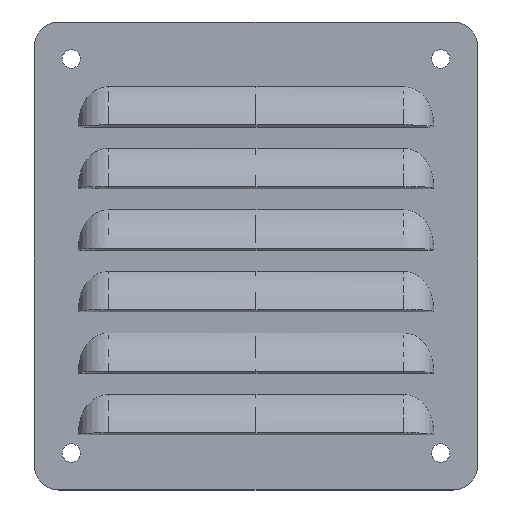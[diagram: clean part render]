
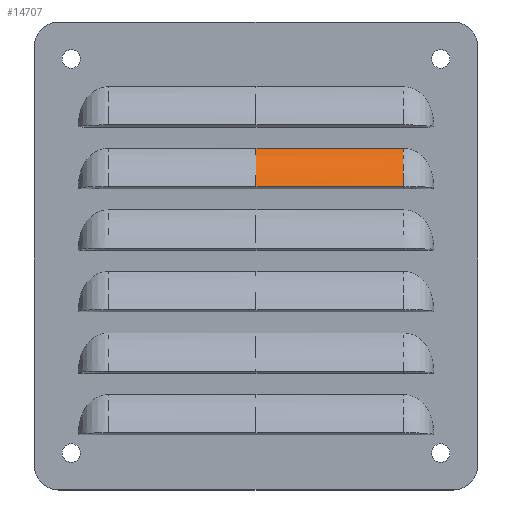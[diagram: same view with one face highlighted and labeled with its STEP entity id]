
A CAD part, top view. The second image highlights one B-rep face of the part: STEP entity #14707.
In plain terms, the highlighted cylindrical face has radius 20.32 mm (diameter 40.64 mm), a partial arc.
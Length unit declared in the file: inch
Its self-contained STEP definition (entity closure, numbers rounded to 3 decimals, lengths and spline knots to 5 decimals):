
#1432 = DIRECTION ( 'NONE',  ( 0., 0., 1. ) ) ;
#1514 = CARTESIAN_POINT ( 'NONE',  ( 0.99773, 1.09187, 0. ) ) ;
#1645 = ORIENTED_EDGE ( 'NONE', *, *, #17149, .F. ) ;
#2955 = CYLINDRICAL_SURFACE ( 'NONE', #6795, 0.8 ) ;
#3140 = FACE_OUTER_BOUND ( 'NONE', #7674, .T. ) ;
#3145 = AXIS2_PLACEMENT_3D ( 'NONE', #8060, #13220, #1432 ) ;
#3321 = DIRECTION ( 'NONE',  ( 0., 0., 1. ) ) ;
#3336 = VERTEX_POINT ( 'NONE', #4253 ) ;
#3438 = VERTEX_POINT ( 'NONE', #4522 ) ;
#3613 = ORIENTED_EDGE ( 'NONE', *, *, #3946, .T. ) ;
#3946 = EDGE_CURVE ( 'NONE', #8069, #3438, #16246, .T. ) ;
#4253 = CARTESIAN_POINT ( 'NONE',  ( 1.4966, 1.09187, 0. ) ) ;
#4458 = DIRECTION ( 'NONE',  ( -1., 0., 0. ) ) ;
#4522 = CARTESIAN_POINT ( 'NONE',  ( 0., 0.70481, 0.3082 ) ) ;
#5239 = CARTESIAN_POINT ( 'NONE',  ( 1.4966, 0.78333, 0.27882 ) ) ;
#6218 = VECTOR ( 'NONE', #7173, 39.37008 ) ;
#6234 = B_SPLINE_CURVE_WITH_KNOTS ( 'NONE', 3,
 ( #9359, #6745, #1514, #6836 ),
 .UNSPECIFIED., .F., .F.,
 ( 4, 4 ),
 ( 0., 1. ),
 .UNSPECIFIED. ) ;
#6282 = CARTESIAN_POINT ( 'NONE',  ( 0., 1.09187, 0. ) ) ;
#6555 = CARTESIAN_POINT ( 'NONE',  ( 1.4966, 0.70481, 0.3082 ) ) ;
#6745 = CARTESIAN_POINT ( 'NONE',  ( 0.49887, 1.09187, 0. ) ) ;
#6795 = AXIS2_PLACEMENT_3D ( 'NONE', #15095, #4458, #3321 ) ;
#6836 = CARTESIAN_POINT ( 'NONE',  ( 1.4966, 1.09187, 0. ) ) ;
#6992 = CARTESIAN_POINT ( 'NONE',  ( -1.0034, 0.70481, 0.3082 ) ) ;
#7038 = EDGE_CURVE ( 'NONE', #3438, #9111, #9694, .T. ) ;
#7173 = DIRECTION ( 'NONE',  ( 1., 0., 0. ) ) ;
#7665 = EDGE_CURVE ( 'NONE', #9111, #3336, #7729, .T. ) ;
#7674 = EDGE_LOOP ( 'NONE', ( #17229, #1645, #3613, #15221 ) ) ;
#7729 = B_SPLINE_CURVE_WITH_KNOTS ( 'NONE', 3,
 ( #6555, #5239, #15547, #7778, #10223, #9091 ),
 .UNSPECIFIED., .F., .F.,
 ( 4, 2, 4 ),
 ( 0., 0.5, 1. ),
 .UNSPECIFIED. ) ;
#7778 = CARTESIAN_POINT ( 'NONE',  ( 1.4966, 0.98835, 0.13255 ) ) ;
#8060 = CARTESIAN_POINT ( 'NONE',  ( 0., 0.42444, -0.44106 ) ) ;
#8069 = VERTEX_POINT ( 'NONE', #6282 ) ;
#9091 = CARTESIAN_POINT ( 'NONE',  ( 1.4966, 1.09187, 0. ) ) ;
#9111 = VERTEX_POINT ( 'NONE', #11914 ) ;
#9359 = CARTESIAN_POINT ( 'NONE',  ( 0., 1.09187, 0. ) ) ;
#9694 = LINE ( 'NONE', #6992, #6218 ) ;
#10223 = CARTESIAN_POINT ( 'NONE',  ( 1.4966, 1.04565, 0.06994 ) ) ;
#11914 = CARTESIAN_POINT ( 'NONE',  ( 1.4966, 0.70481, 0.3082 ) ) ;
#13220 = DIRECTION ( 'NONE',  ( 1., 0., 0. ) ) ;
#14707 = ADVANCED_FACE ( 'NONE', ( #3140 ), #2955, .T. ) ;
#15095 = CARTESIAN_POINT ( 'NONE',  ( -1.0034, 0.42444, -0.44106 ) ) ;
#15221 = ORIENTED_EDGE ( 'NONE', *, *, #7038, .T. ) ;
#15547 = CARTESIAN_POINT ( 'NONE',  ( 1.4966, 0.85718, 0.23699 ) ) ;
#16246 = CIRCLE ( 'NONE', #3145, 0.8 ) ;
#17149 = EDGE_CURVE ( 'NONE', #8069, #3336, #6234, .T. ) ;
#17229 = ORIENTED_EDGE ( 'NONE', *, *, #7665, .T. ) ;
